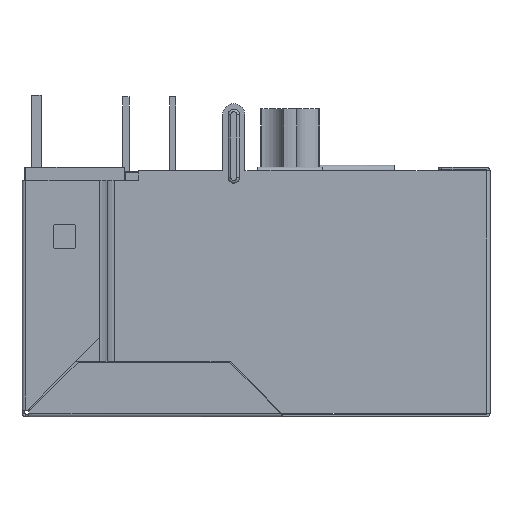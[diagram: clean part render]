
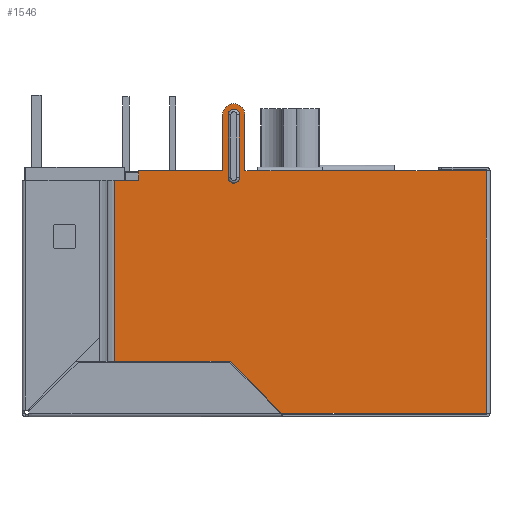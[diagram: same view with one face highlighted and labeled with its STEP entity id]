
A CAD part, left-side view. The second image highlights one B-rep face of the part: STEP entity #1546.
In plain terms, the highlighted planar face has unit normal (-1, 0, 0).
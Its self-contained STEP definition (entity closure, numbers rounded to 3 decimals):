
#1546 = ADVANCED_FACE( '', ( #3668, #3669 ), #3670, .T. );
#3668 = FACE_OUTER_BOUND( '', #6451, .T. );
#3669 = FACE_BOUND( '', #6452, .T. );
#3670 = PLANE( '', #6453 );
#6451 = EDGE_LOOP( '', ( #10980, #10981, #10982, #10983, #10984, #10985, #10986, #10987, #10988, #10989, #10990, #10991, #10992, #10993 ) );
#6452 = EDGE_LOOP( '', ( #10994, #10995, #10996, #10997 ) );
#6453 = AXIS2_PLACEMENT_3D( '', #10998, #10999, #11000 );
#10980 = ORIENTED_EDGE( '', *, *, #17085, .F. );
#10981 = ORIENTED_EDGE( '', *, *, #17379, .F. );
#10982 = ORIENTED_EDGE( '', *, *, #17055, .T. );
#10983 = ORIENTED_EDGE( '', *, *, #18574, .T. );
#10984 = ORIENTED_EDGE( '', *, *, #18575, .T. );
#10985 = ORIENTED_EDGE( '', *, *, #17576, .T. );
#10986 = ORIENTED_EDGE( '', *, *, #18576, .T. );
#10987 = ORIENTED_EDGE( '', *, *, #18577, .F. );
#10988 = ORIENTED_EDGE( '', *, *, #18366, .F. );
#10989 = ORIENTED_EDGE( '', *, *, #17632, .F. );
#10990 = ORIENTED_EDGE( '', *, *, #18578, .T. );
#10991 = ORIENTED_EDGE( '', *, *, #17267, .F. );
#10992 = ORIENTED_EDGE( '', *, *, #18579, .F. );
#10993 = ORIENTED_EDGE( '', *, *, #18580, .T. );
#10994 = ORIENTED_EDGE( '', *, *, #18581, .T. );
#10995 = ORIENTED_EDGE( '', *, *, #18582, .T. );
#10996 = ORIENTED_EDGE( '', *, *, #18583, .T. );
#10997 = ORIENTED_EDGE( '', *, *, #18584, .T. );
#10998 = CARTESIAN_POINT( '', ( -8.1, -12.528, -6.55 ) );
#10999 = DIRECTION( '', ( -1., 0., 0. ) );
#11000 = DIRECTION( '', ( 0., 0., 1. ) );
#17055 = EDGE_CURVE( '', #20422, #20423, #20424, .T. );
#17085 = EDGE_CURVE( '', #20478, #20479, #20480, .T. );
#17267 = EDGE_CURVE( '', #20808, #20809, #20810, .T. );
#17379 = EDGE_CURVE( '', #20422, #20478, #21009, .T. );
#17576 = EDGE_CURVE( '', #21343, #21347, #21349, .T. );
#17632 = EDGE_CURVE( '', #21448, #21449, #21450, .T. );
#18366 = EDGE_CURVE( '', #21449, #22683, #22684, .T. );
#18574 = EDGE_CURVE( '', #20423, #23004, #23005, .T. );
#18575 = EDGE_CURVE( '', #23004, #21343, #23006, .T. );
#18576 = EDGE_CURVE( '', #21347, #23007, #23008, .T. );
#18577 = EDGE_CURVE( '', #22683, #23007, #23009, .T. );
#18578 = EDGE_CURVE( '', #21448, #20809, #23010, .T. );
#18579 = EDGE_CURVE( '', #23011, #20808, #23012, .T. );
#18580 = EDGE_CURVE( '', #23011, #20479, #23013, .T. );
#18581 = EDGE_CURVE( '', #23014, #23015, #23016, .T. );
#18582 = EDGE_CURVE( '', #23015, #23017, #23018, .F. );
#18583 = EDGE_CURVE( '', #23017, #23019, #23020, .T. );
#18584 = EDGE_CURVE( '', #23019, #23014, #23021, .F. );
#20422 = VERTEX_POINT( '', #25391 );
#20423 = VERTEX_POINT( '', #25392 );
#20424 = LINE( '', #25393, #25394 );
#20478 = VERTEX_POINT( '', #25461 );
#20479 = VERTEX_POINT( '', #25462 );
#20480 = LINE( '', #25463, #25464 );
#20808 = VERTEX_POINT( '', #25955 );
#20809 = VERTEX_POINT( '', #25956 );
#20810 = LINE( '', #25957, #25958 );
#21009 = LINE( '', #26257, #26258 );
#21343 = VERTEX_POINT( '', #26726 );
#21347 = VERTEX_POINT( '', #26731 );
#21349 = LINE( '', #26733, #26734 );
#21448 = VERTEX_POINT( '', #26879 );
#21449 = VERTEX_POINT( '', #26880 );
#21450 = LINE( '', #26881, #26882 );
#22683 = VERTEX_POINT( '', #28666 );
#22684 = CIRCLE( '', #28667, 0.6 );
#23004 = VERTEX_POINT( '', #29154 );
#23005 = LINE( '', #29155, #29156 );
#23006 = LINE( '', #29157, #29158 );
#23007 = VERTEX_POINT( '', #29159 );
#23008 = LINE( '', #29160, #29161 );
#23009 = LINE( '', #29162, #29163 );
#23010 = LINE( '', #29164, #29165 );
#23011 = VERTEX_POINT( '', #29166 );
#23012 = LINE( '', #29167, #29168 );
#23013 = LINE( '', #29169, #29170 );
#23014 = VERTEX_POINT( '', #29171 );
#23015 = VERTEX_POINT( '', #29172 );
#23016 = LINE( '', #29173, #29174 );
#23017 = VERTEX_POINT( '', #29175 );
#23018 = CIRCLE( '', #29176, 0.3 );
#23019 = VERTEX_POINT( '', #29177 );
#23020 = LINE( '', #29178, #29179 );
#23021 = CIRCLE( '', #29180, 0.3 );
#25391 = CARTESIAN_POINT( '', ( -8.1, -1.4, -6.55 ) );
#25392 = CARTESIAN_POINT( '', ( -8.1, -12.45, -6.55 ) );
#25393 = CARTESIAN_POINT( '', ( -8.1, 7.65, -6.55 ) );
#25394 = VECTOR( '', #32748, 1000. );
#25461 = CARTESIAN_POINT( '', ( -8.1, 1.4, -3.75 ) );
#25462 = CARTESIAN_POINT( '', ( -8.1, 7.65, -3.75 ) );
#25463 = CARTESIAN_POINT( '', ( -8.1, -12.528, -3.75 ) );
#25464 = VECTOR( '', #32798, 1000. );
#25955 = CARTESIAN_POINT( '', ( -8.1, 6.35, 6.05 ) );
#25956 = CARTESIAN_POINT( '', ( -8.1, 6.35, 6.55 ) );
#25957 = CARTESIAN_POINT( '', ( -8.1, 6.35, -6.55 ) );
#25958 = VECTOR( '', #33026, 1000. );
#26257 = CARTESIAN_POINT( '', ( -8.1, -6.964, -12.114 ) );
#26258 = VECTOR( '', #33141, 1000. );
#26726 = CARTESIAN_POINT( '', ( -8.1, -3.6, 6.55 ) );
#26731 = CARTESIAN_POINT( '', ( -8.1, -0.1, 6.55 ) );
#26733 = CARTESIAN_POINT( '', ( -8.1, -3.6, 6.55 ) );
#26734 = VECTOR( '', #33341, 1000. );
#26879 = CARTESIAN_POINT( '', ( -8.1, 1.8, 6.55 ) );
#26880 = CARTESIAN_POINT( '', ( -8.1, 1.8, 9.59 ) );
#26881 = CARTESIAN_POINT( '', ( -8.1, 1.8, 6.55 ) );
#26882 = VECTOR( '', #33401, 1000. );
#28666 = CARTESIAN_POINT( '', ( -8.1, 0.6, 9.59 ) );
#28667 = AXIS2_PLACEMENT_3D( '', #34214, #34215, #34216 );
#29154 = CARTESIAN_POINT( '', ( -8.1, -12.45, 6.55 ) );
#29155 = CARTESIAN_POINT( '', ( -8.1, -12.45, -6.55 ) );
#29156 = VECTOR( '', #34438, 1000. );
#29157 = CARTESIAN_POINT( '', ( -8.1, -12.528, 6.55 ) );
#29158 = VECTOR( '', #34439, 1000. );
#29159 = CARTESIAN_POINT( '', ( -8.1, 0.6, 6.55 ) );
#29160 = CARTESIAN_POINT( '', ( -8.1, -12.528, 6.55 ) );
#29161 = VECTOR( '', #34440, 1000. );
#29162 = CARTESIAN_POINT( '', ( -8.1, 0.6, 9.59 ) );
#29163 = VECTOR( '', #34441, 1000. );
#29164 = CARTESIAN_POINT( '', ( -8.1, -12.528, 6.55 ) );
#29165 = VECTOR( '', #34442, 1000. );
#29166 = CARTESIAN_POINT( '', ( -8.1, 7.65, 6.05 ) );
#29167 = CARTESIAN_POINT( '', ( -8.1, -12.528, 6.05 ) );
#29168 = VECTOR( '', #34443, 1000. );
#29169 = CARTESIAN_POINT( '', ( -8.1, 7.65, 6.55 ) );
#29170 = VECTOR( '', #34444, 1000. );
#29171 = CARTESIAN_POINT( '', ( -8.1, 0.9, 9.59 ) );
#29172 = CARTESIAN_POINT( '', ( -8.1, 0.9, 6.19 ) );
#29173 = CARTESIAN_POINT( '', ( -8.1, 0.9, -6.55 ) );
#29174 = VECTOR( '', #34445, 1000. );
#29175 = CARTESIAN_POINT( '', ( -8.1, 1.5, 6.19 ) );
#29176 = AXIS2_PLACEMENT_3D( '', #34446, #34447, #34448 );
#29177 = CARTESIAN_POINT( '', ( -8.1, 1.5, 9.59 ) );
#29178 = CARTESIAN_POINT( '', ( -8.1, 1.5, -6.55 ) );
#29179 = VECTOR( '', #34449, 1000. );
#29180 = AXIS2_PLACEMENT_3D( '', #34450, #34451, #34452 );
#32748 = DIRECTION( '', ( 0., -1., 0. ) );
#32798 = DIRECTION( '', ( 0., 1., 0. ) );
#33026 = DIRECTION( '', ( 0., 0., 1. ) );
#33141 = DIRECTION( '', ( 0., 0.707, 0.707 ) );
#33341 = DIRECTION( '', ( 0., 1., 0. ) );
#33401 = DIRECTION( '', ( 0., 0., 1. ) );
#34214 = CARTESIAN_POINT( '', ( -8.1, 1.2, 9.59 ) );
#34215 = DIRECTION( '', ( 1., 0., 0. ) );
#34216 = DIRECTION( '', ( 0., 1., 0. ) );
#34438 = DIRECTION( '', ( 0., 0., 1. ) );
#34439 = DIRECTION( '', ( 0., 1., 0. ) );
#34440 = DIRECTION( '', ( 0., 1., 0. ) );
#34441 = DIRECTION( '', ( 0., 0., -1. ) );
#34442 = DIRECTION( '', ( 0., 1., 0. ) );
#34443 = DIRECTION( '', ( 0., -1., 0. ) );
#34444 = DIRECTION( '', ( 0., 0., -1. ) );
#34445 = DIRECTION( '', ( 0., 0., -1. ) );
#34446 = CARTESIAN_POINT( '', ( -8.1, 1.2, 6.19 ) );
#34447 = DIRECTION( '', ( -1., 0., 0. ) );
#34448 = DIRECTION( '', ( 0., 0., 1. ) );
#34449 = DIRECTION( '', ( 0., 0., 1. ) );
#34450 = CARTESIAN_POINT( '', ( -8.1, 1.2, 9.59 ) );
#34451 = DIRECTION( '', ( -1., 0., 0. ) );
#34452 = DIRECTION( '', ( 0., 0., 1. ) );
